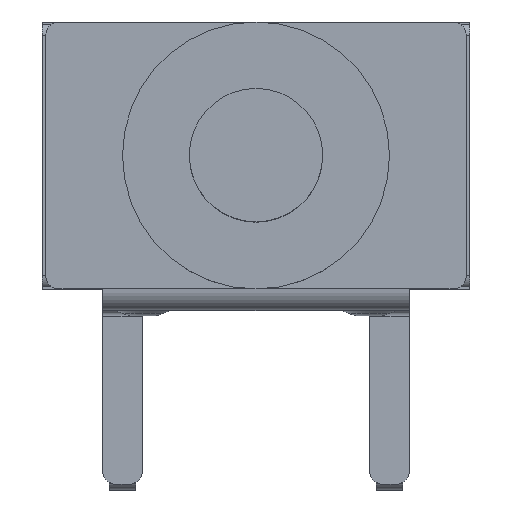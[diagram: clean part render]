
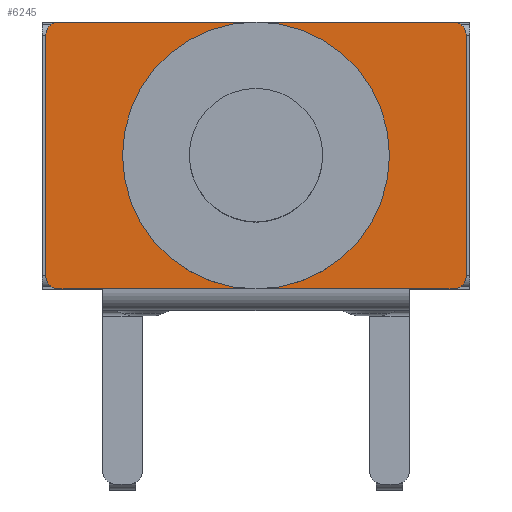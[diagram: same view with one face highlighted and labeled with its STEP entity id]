
A CAD part, top view. The second image highlights one B-rep face of the part: STEP entity #6245.
In plain terms, the highlighted planar face has unit normal (0, 0, 1).
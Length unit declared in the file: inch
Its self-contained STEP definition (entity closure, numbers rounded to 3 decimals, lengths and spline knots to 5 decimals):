
#5488=CARTESIAN_POINT('',(0.11496,-0.1,0.30472));
#5489=VERTEX_POINT('',#5488);
#5793=CARTESIAN_POINT('',(-0.11496,-0.1,0.30472));
#5794=VERTEX_POINT('',#5793);
#5795=CARTESIAN_POINT('',(0.11496,-0.1,0.30472));
#5796=DIRECTION('',(-1.0,0.0,0.0));
#5797=VECTOR('',#5796,0.22992);
#5798=LINE('',#5795,#5797);
#5799=EDGE_CURVE('',#5489,#5794,#5798,.T.);
#6114=CARTESIAN_POINT('',(0.14764,-0.1,0.30472));
#6115=VERTEX_POINT('',#6114);
#6122=CARTESIAN_POINT('',(0.14764,-0.1,0.30472));
#6123=DIRECTION('',(-1.0,0.0,0.0));
#6124=VECTOR('',#6123,0.03268);
#6125=LINE('',#6122,#6124);
#6126=EDGE_CURVE('',#6115,#5489,#6125,.T.);
#6137=CARTESIAN_POINT('',(-0.14764,-0.1,0.30472));
#6138=VERTEX_POINT('',#6137);
#6139=CARTESIAN_POINT('',(-0.11496,-0.1,0.30472));
#6140=DIRECTION('',(-1.0,0.0,0.0));
#6141=VECTOR('',#6140,0.03268);
#6142=LINE('',#6139,#6141);
#6143=EDGE_CURVE('',#5794,#6138,#6142,.T.);
#6160=CARTESIAN_POINT('',(0.14764,0.1,0.30472));
#6161=VERTEX_POINT('',#6160);
#6162=CARTESIAN_POINT('',(0.15748,0.09016,0.30472));
#6163=VERTEX_POINT('',#6162);
#6164=CARTESIAN_POINT('',(0.14764,0.09016,0.30472));
#6165=DIRECTION('',(0.0,0.0,-1.0));
#6166=DIRECTION('',(0.707,0.707,0.0));
#6167=AXIS2_PLACEMENT_3D('',#6164,#6165,#6166);
#6168=CIRCLE('',#6167,0.00984);
#6169=EDGE_CURVE('',#6161,#6163,#6168,.T.);
#6187=CARTESIAN_POINT('',(-0.17323,-0.11,0.30472));
#6188=DIRECTION('',(0.0,0.0,1.0));
#6189=DIRECTION('',(1.0,0.0,0.0));
#6190=AXIS2_PLACEMENT_3D('',#6187,#6188,#6189);
#6191=PLANE('',#6190);
#6192=ORIENTED_EDGE('',*,*,#5799,.F.);
#6193=ORIENTED_EDGE('',*,*,#6126,.F.);
#6194=CARTESIAN_POINT('',(0.15748,-0.09016,0.30472));
#6195=VERTEX_POINT('',#6194);
#6196=CARTESIAN_POINT('',(0.14764,-0.09016,0.30472));
#6197=DIRECTION('',(0.0,0.0,-1.0));
#6198=DIRECTION('',(0.707,-0.707,0.0));
#6199=AXIS2_PLACEMENT_3D('',#6196,#6197,#6198);
#6200=CIRCLE('',#6199,0.00984);
#6201=EDGE_CURVE('',#6195,#6115,#6200,.T.);
#6202=ORIENTED_EDGE('',*,*,#6201,.F.);
#6203=CARTESIAN_POINT('',(0.15748,0.09016,0.30472));
#6204=DIRECTION('',(0.0,-1.0,0.0));
#6205=VECTOR('',#6204,0.18031);
#6206=LINE('',#6203,#6205);
#6207=EDGE_CURVE('',#6163,#6195,#6206,.T.);
#6208=ORIENTED_EDGE('',*,*,#6207,.F.);
#6209=ORIENTED_EDGE('',*,*,#6169,.F.);
#6210=CARTESIAN_POINT('',(-0.14764,0.1,0.30472));
#6211=VERTEX_POINT('',#6210);
#6212=CARTESIAN_POINT('',(-0.14764,0.1,0.30472));
#6213=DIRECTION('',(1.0,0.0,0.0));
#6214=VECTOR('',#6213,0.29528);
#6215=LINE('',#6212,#6214);
#6216=EDGE_CURVE('',#6211,#6161,#6215,.T.);
#6217=ORIENTED_EDGE('',*,*,#6216,.F.);
#6218=CARTESIAN_POINT('',(-0.15748,0.09016,0.30472));
#6219=VERTEX_POINT('',#6218);
#6220=CARTESIAN_POINT('',(-0.14764,0.09016,0.30472));
#6221=DIRECTION('',(0.0,0.0,-1.0));
#6222=DIRECTION('',(-0.707,0.707,0.0));
#6223=AXIS2_PLACEMENT_3D('',#6220,#6221,#6222);
#6224=CIRCLE('',#6223,0.00984);
#6225=EDGE_CURVE('',#6219,#6211,#6224,.T.);
#6226=ORIENTED_EDGE('',*,*,#6225,.F.);
#6227=CARTESIAN_POINT('',(-0.15748,-0.09016,0.30472));
#6228=VERTEX_POINT('',#6227);
#6229=CARTESIAN_POINT('',(-0.15748,-0.09016,0.30472));
#6230=DIRECTION('',(0.0,1.0,0.0));
#6231=VECTOR('',#6230,0.18031);
#6232=LINE('',#6229,#6231);
#6233=EDGE_CURVE('',#6228,#6219,#6232,.T.);
#6234=ORIENTED_EDGE('',*,*,#6233,.F.);
#6235=CARTESIAN_POINT('',(-0.14764,-0.09016,0.30472));
#6236=DIRECTION('',(0.0,0.0,-1.0));
#6237=DIRECTION('',(-0.707,-0.707,0.0));
#6238=AXIS2_PLACEMENT_3D('',#6235,#6236,#6237);
#6239=CIRCLE('',#6238,0.00984);
#6240=EDGE_CURVE('',#6138,#6228,#6239,.T.);
#6241=ORIENTED_EDGE('',*,*,#6240,.F.);
#6242=ORIENTED_EDGE('',*,*,#6143,.F.);
#6243=EDGE_LOOP('',(#6192,#6193,#6202,#6208,#6209,#6217,#6226,#6234,#6241,#6242));
#6244=FACE_OUTER_BOUND('',#6243,.T.);
#6245=ADVANCED_FACE('',(#6244),#6191,.T.);
